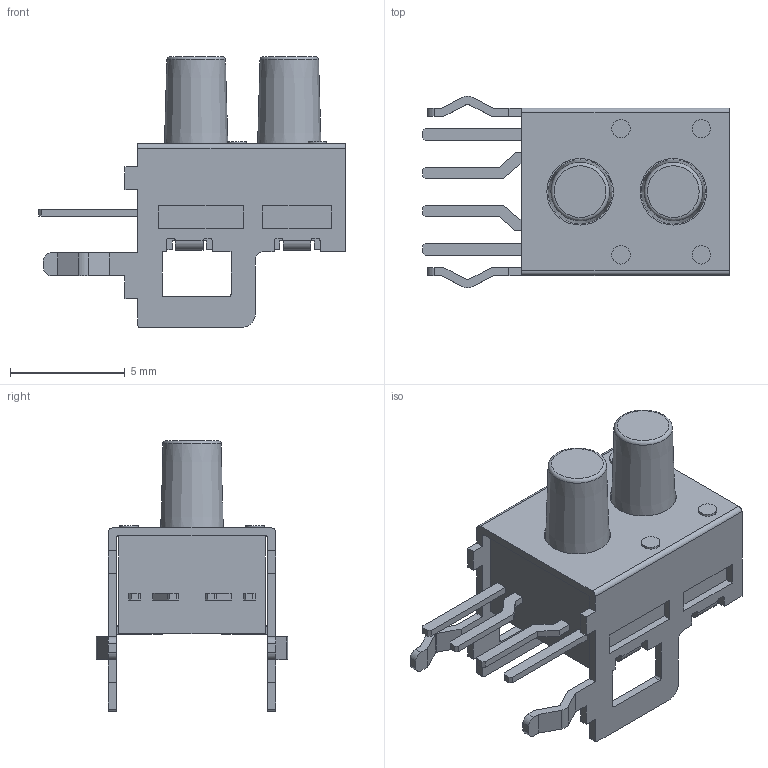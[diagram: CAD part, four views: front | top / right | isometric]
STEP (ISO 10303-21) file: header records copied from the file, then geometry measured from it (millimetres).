
FILE_DESCRIPTION((' '),'2;1');
FILE_NAME('TL2243.stp','2017-07-20T15:49:11',(' '),(' '),' ','ACIS',' ');
FILE_SCHEMA(('CONFIG_CONTROL_DESIGN'));
Length unit declared in the file: inch
Products named in the file (1): TL2243.stp
Bounding box: 13.36 x 8.35 x 11.8 mm (x, y, z)
Volume: 270.1 mm3; surface area: 758.9 mm2
Topology: 1 solids, 2 shells, 322 faces, 883 edges, 589 vertices
Faces by surface type: plane 234, cylinder 74, bspline 10, cone 2, torus 2
Full cylindrical faces by diameter (mm): 0.8 x4, 2.9 x2, 3.1 x2
Entity records: 10247 total; most frequent: CARTESIAN_POINT 1879, ORIENTED_EDGE 1720, DIRECTION 1682, EDGE_CURVE 860, VECTOR 664, LINE 664, VERTEX_POINT 580, AXIS2_PLACEMENT_3D 509
